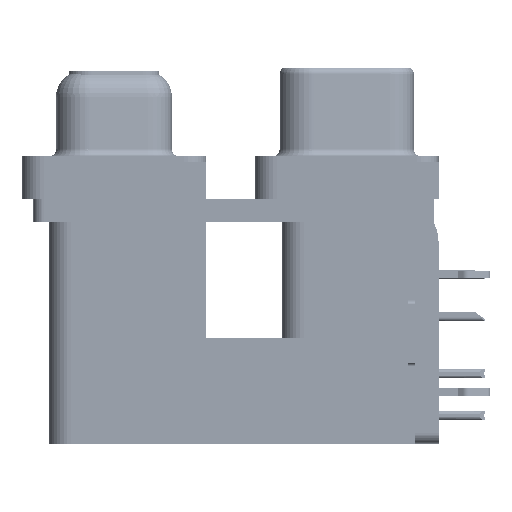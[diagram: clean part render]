
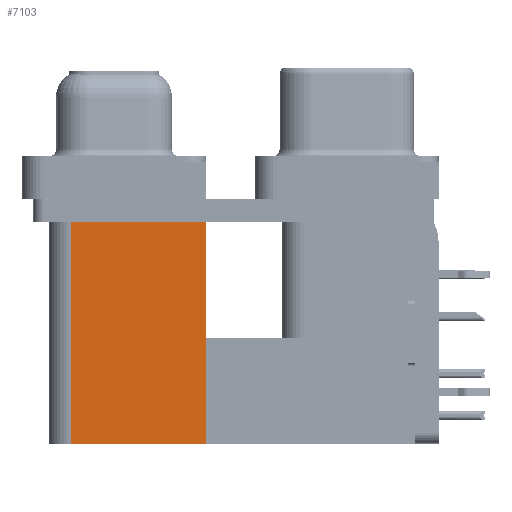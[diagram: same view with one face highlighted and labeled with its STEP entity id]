
A CAD part, left-side view. The second image highlights one B-rep face of the part: STEP entity #7103.
In plain terms, the highlighted planar face has unit normal (-1, 0, 0).
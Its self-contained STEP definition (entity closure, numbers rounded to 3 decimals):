
#4183 = VECTOR ( 'NONE', #57341, 1000. ) ;
#4311 = EDGE_CURVE ( 'NONE', #51393, #16861, #11096, .T. ) ;
#7103 = ADVANCED_FACE ( 'NONE', ( #16745 ), #51991, .F. ) ;
#8241 = ORIENTED_EDGE ( 'NONE', *, *, #4311, .F. ) ;
#11096 = LINE ( 'NONE', #12233, #23395 ) ;
#11443 = VECTOR ( 'NONE', #15038, 1000. ) ;
#11812 = DIRECTION ( 'NONE',  ( 1., 0., 0. ) ) ;
#12233 = CARTESIAN_POINT ( 'NONE',  ( 3.7, 18.8, -19.2 ) ) ;
#15038 = DIRECTION ( 'NONE',  ( 0., 1., 0. ) ) ;
#15277 = CARTESIAN_POINT ( 'NONE',  ( 3.7, 9.6, -19.2 ) ) ;
#15421 = DIRECTION ( 'NONE',  ( 0., 1., 0. ) ) ;
#16698 = ORIENTED_EDGE ( 'NONE', *, *, #17942, .T. ) ;
#16745 = FACE_OUTER_BOUND ( 'NONE', #30414, .T. ) ;
#16861 = VERTEX_POINT ( 'NONE', #29672 ) ;
#17942 = EDGE_CURVE ( 'NONE', #29812, #16861, #46585, .T. ) ;
#19414 = CARTESIAN_POINT ( 'NONE',  ( 3.7, 9.6, -19.2 ) ) ;
#20284 = LINE ( 'NONE', #19414, #11443 ) ;
#23395 = VECTOR ( 'NONE', #42549, 1000. ) ;
#26092 = EDGE_CURVE ( 'NONE', #39811, #29812, #39607, .T. ) ;
#27069 = CARTESIAN_POINT ( 'NONE',  ( 3.7, 9.6, -19.2 ) ) ;
#29577 = DIRECTION ( 'NONE',  ( 0., 0., -1. ) ) ;
#29672 = CARTESIAN_POINT ( 'NONE',  ( 3.7, 18.8, -2.5 ) ) ;
#29812 = VERTEX_POINT ( 'NONE', #42249 ) ;
#30414 = EDGE_LOOP ( 'NONE', ( #16698, #8241, #44170, #46445 ) ) ;
#32933 = VECTOR ( 'NONE', #15421, 1000. ) ;
#33043 = CARTESIAN_POINT ( 'NONE',  ( 3.7, 18.8, -19.2 ) ) ;
#33947 = CARTESIAN_POINT ( 'NONE',  ( 3.7, 9.6, -19.2 ) ) ;
#37593 = AXIS2_PLACEMENT_3D ( 'NONE', #33947, #11812, #29577 ) ;
#39607 = LINE ( 'NONE', #27069, #4183 ) ;
#39811 = VERTEX_POINT ( 'NONE', #15277 ) ;
#42249 = CARTESIAN_POINT ( 'NONE',  ( 3.7, 9.6, -2.5 ) ) ;
#42549 = DIRECTION ( 'NONE',  ( 0., 0., 1. ) ) ;
#44170 = ORIENTED_EDGE ( 'NONE', *, *, #49629, .F. ) ;
#46445 = ORIENTED_EDGE ( 'NONE', *, *, #26092, .T. ) ;
#46585 = LINE ( 'NONE', #54752, #32933 ) ;
#49629 = EDGE_CURVE ( 'NONE', #39811, #51393, #20284, .T. ) ;
#51393 = VERTEX_POINT ( 'NONE', #33043 ) ;
#51991 = PLANE ( 'NONE',  #37593 ) ;
#54752 = CARTESIAN_POINT ( 'NONE',  ( 3.7, 9.6, -2.5 ) ) ;
#57341 = DIRECTION ( 'NONE',  ( 0., 0., 1. ) ) ;
